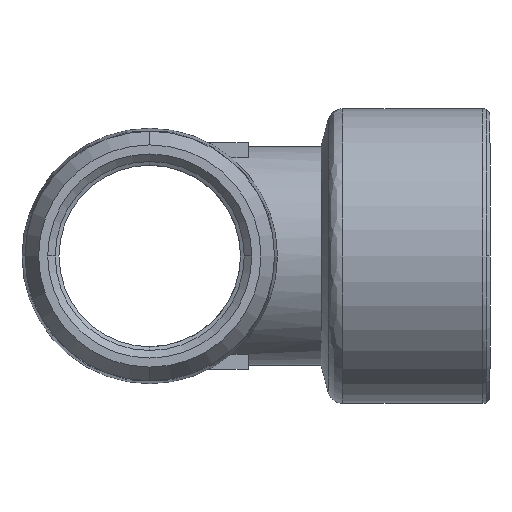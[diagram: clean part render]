
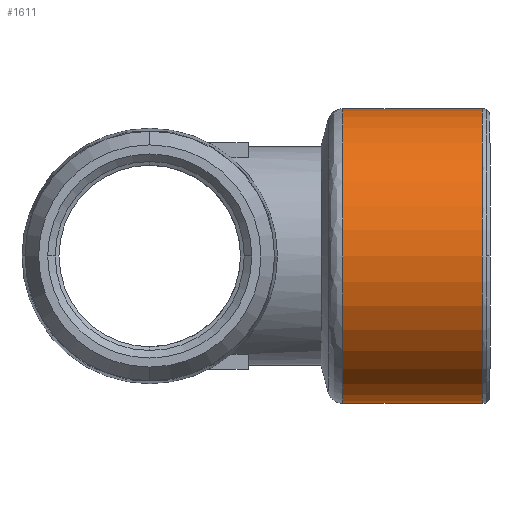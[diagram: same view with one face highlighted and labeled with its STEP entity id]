
A CAD part, left-side view. The second image highlights one B-rep face of the part: STEP entity #1611.
In plain terms, the highlighted cylindrical face has radius 19.5 mm (diameter 39 mm), a partial arc.
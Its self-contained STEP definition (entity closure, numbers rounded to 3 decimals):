
#42 = CARTESIAN_POINT ( 'NONE',  ( 237.395, -30.923, -25. ) ) ;
#48 = CYLINDRICAL_SURFACE ( 'NONE', #624, 19.5 ) ;
#84 = EDGE_CURVE ( 'NONE', #604, #1912, #583, .T. ) ;
#272 = CARTESIAN_POINT ( 'NONE',  ( 237.395, -49.389, -25. ) ) ;
#290 = LINE ( 'NONE', #1778, #2050 ) ;
#328 = VERTEX_POINT ( 'NONE', #394 ) ;
#394 = CARTESIAN_POINT ( 'NONE',  ( 237.395, -30.923, -5.5 ) ) ;
#483 = EDGE_CURVE ( 'NONE', #1356, #328, #877, .T. ) ;
#516 = ORIENTED_EDGE ( 'NONE', *, *, #1978, .F. ) ;
#583 = CIRCLE ( 'NONE', #1510, 19.5 ) ;
#604 = VERTEX_POINT ( 'NONE', #1476 ) ;
#616 = CARTESIAN_POINT ( 'NONE',  ( 237.395, -30.923, -44.5 ) ) ;
#622 = LINE ( 'NONE', #2059, #1438 ) ;
#624 = AXIS2_PLACEMENT_3D ( 'NONE', #1242, #721, #929 ) ;
#656 = EDGE_LOOP ( 'NONE', ( #516, #777, #1771, #2130 ) ) ;
#718 = DIRECTION ( 'NONE',  ( 0., 1., 0. ) ) ;
#721 = DIRECTION ( 'NONE',  ( 0., 1., 0. ) ) ;
#731 = DIRECTION ( 'NONE',  ( 0., 0., 1. ) ) ;
#741 = AXIS2_PLACEMENT_3D ( 'NONE', #42, #1754, #731 ) ;
#777 = ORIENTED_EDGE ( 'NONE', *, *, #84, .F. ) ;
#828 = EDGE_CURVE ( 'NONE', #604, #328, #622, .T. ) ;
#877 = CIRCLE ( 'NONE', #741, 19.5 ) ;
#929 = DIRECTION ( 'NONE',  ( 0., 0., 1. ) ) ;
#1242 = CARTESIAN_POINT ( 'NONE',  ( 237.395, -49.389, -25. ) ) ;
#1356 = VERTEX_POINT ( 'NONE', #616 ) ;
#1400 = CARTESIAN_POINT ( 'NONE',  ( 237.395, -49.389, -44.5 ) ) ;
#1438 = VECTOR ( 'NONE', #718, 1000. ) ;
#1456 = DIRECTION ( 'NONE',  ( 0., 1., 0. ) ) ;
#1476 = CARTESIAN_POINT ( 'NONE',  ( 237.395, -49.389, -5.5 ) ) ;
#1510 = AXIS2_PLACEMENT_3D ( 'NONE', #272, #1654, #2003 ) ;
#1611 = ADVANCED_FACE ( 'NONE', ( #1828 ), #48, .T. ) ;
#1654 = DIRECTION ( 'NONE',  ( 0., -1., 0. ) ) ;
#1754 = DIRECTION ( 'NONE',  ( 0., 1., 0. ) ) ;
#1771 = ORIENTED_EDGE ( 'NONE', *, *, #828, .T. ) ;
#1778 = CARTESIAN_POINT ( 'NONE',  ( 237.395, -49.389, -44.5 ) ) ;
#1828 = FACE_OUTER_BOUND ( 'NONE', #656, .T. ) ;
#1912 = VERTEX_POINT ( 'NONE', #1400 ) ;
#1978 = EDGE_CURVE ( 'NONE', #1912, #1356, #290, .T. ) ;
#2003 = DIRECTION ( 'NONE',  ( 1., 0., 0. ) ) ;
#2050 = VECTOR ( 'NONE', #1456, 1000. ) ;
#2059 = CARTESIAN_POINT ( 'NONE',  ( 237.395, -49.389, -5.5 ) ) ;
#2130 = ORIENTED_EDGE ( 'NONE', *, *, #483, .F. ) ;
